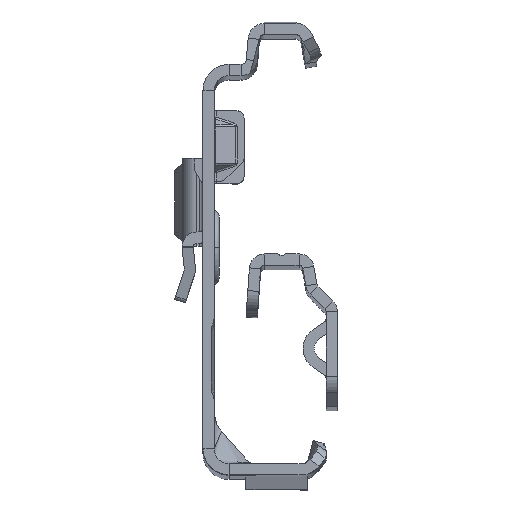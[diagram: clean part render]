
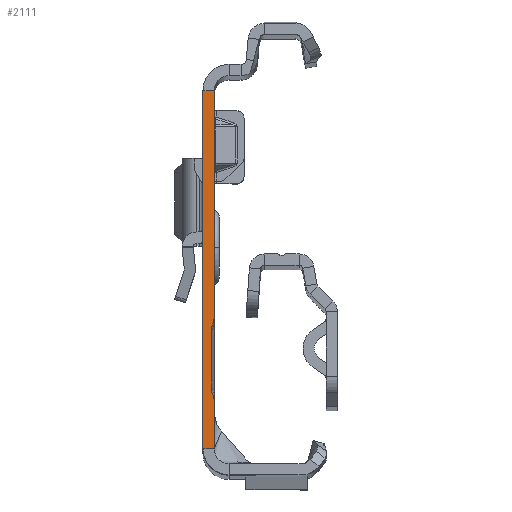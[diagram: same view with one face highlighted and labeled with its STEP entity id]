
A CAD part, top view. The second image highlights one B-rep face of the part: STEP entity #2111.
In plain terms, the highlighted planar face has unit normal (0, 0, 1).
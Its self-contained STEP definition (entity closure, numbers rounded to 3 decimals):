
#38 = LINE ( 'NONE', #26587, #20052 ) ;
#211 = EDGE_CURVE ( 'NONE', #20248, #23533, #1625, .T. ) ;
#320 = VECTOR ( 'NONE', #24374, 1000. ) ;
#773 = VECTOR ( 'NONE', #19891, 1000. ) ;
#1400 = ORIENTED_EDGE ( 'NONE', *, *, #20955, .F. ) ;
#1625 = LINE ( 'NONE', #21800, #320 ) ;
#1729 = DIRECTION ( 'NONE',  ( -1., 0., 0. ) ) ;
#2077 = CIRCLE ( 'NONE', #8601, 2.5 ) ;
#2111 = ADVANCED_FACE ( 'NONE', ( #7777 ), #17560, .T. ) ;
#2365 = VERTEX_POINT ( 'NONE', #25445 ) ;
#2610 = DIRECTION ( 'NONE',  ( -1., 0., 0. ) ) ;
#2670 = VERTEX_POINT ( 'NONE', #25033 ) ;
#2982 = LINE ( 'NONE', #11321, #21104 ) ;
#3034 = ORIENTED_EDGE ( 'NONE', *, *, #21441, .F. ) ;
#3494 = ORIENTED_EDGE ( 'NONE', *, *, #15808, .T. ) ;
#3760 = LINE ( 'NONE', #18864, #10983 ) ;
#3988 = CARTESIAN_POINT ( 'NONE',  ( 0.6, -9.865, 0. ) ) ;
#4038 = EDGE_CURVE ( 'NONE', #4831, #20655, #23927, .T. ) ;
#4661 = EDGE_CURVE ( 'NONE', #23533, #25373, #21159, .T. ) ;
#4831 = VERTEX_POINT ( 'NONE', #18611 ) ;
#5163 = DIRECTION ( 'NONE',  ( 1., 0., 0. ) ) ;
#5421 = CARTESIAN_POINT ( 'NONE',  ( 0.6, -17.865, 0. ) ) ;
#5537 = ORIENTED_EDGE ( 'NONE', *, *, #15194, .F. ) ;
#5676 = CARTESIAN_POINT ( 'NONE',  ( -0.306, -18.288, 0. ) ) ;
#5829 = DIRECTION ( 'NONE',  ( 0., 0., 1. ) ) ;
#5894 = VERTEX_POINT ( 'NONE', #14576 ) ;
#5957 = ORIENTED_EDGE ( 'NONE', *, *, #4661, .F. ) ;
#6366 = ORIENTED_EDGE ( 'NONE', *, *, #4038, .F. ) ;
#6712 = CARTESIAN_POINT ( 'NONE',  ( -2.5, -8.231, 0. ) ) ;
#6838 = CARTESIAN_POINT ( 'NONE',  ( -1.5, -25.865, 0. ) ) ;
#7210 = CARTESIAN_POINT ( 'NONE',  ( -2.5, -19.499, 0. ) ) ;
#7241 = DIRECTION ( 'NONE',  ( 0., -1., 0. ) ) ;
#7585 = LINE ( 'NONE', #18164, #22279 ) ;
#7777 = FACE_OUTER_BOUND ( 'NONE', #18730, .T. ) ;
#7795 = VECTOR ( 'NONE', #24287, 1000. ) ;
#8601 = AXIS2_PLACEMENT_3D ( 'NONE', #6712, #25769, #2610 ) ;
#9414 = AXIS2_PLACEMENT_3D ( 'NONE', #7210, #11824, #5163 ) ;
#9628 = ORIENTED_EDGE ( 'NONE', *, *, #17383, .T. ) ;
#9844 = LINE ( 'NONE', #19658, #7795 ) ;
#10983 = VECTOR ( 'NONE', #1729, 1000. ) ;
#11132 = VERTEX_POINT ( 'NONE', #19367 ) ;
#11321 = CARTESIAN_POINT ( 'NONE',  ( 0., 24.135, 0. ) ) ;
#11682 = DIRECTION ( 'NONE',  ( 1., 0., 0. ) ) ;
#11824 = DIRECTION ( 'NONE',  ( 0., 0., -1. ) ) ;
#12164 = AXIS2_PLACEMENT_3D ( 'NONE', #5421, #5829, #11682 ) ;
#12973 = CARTESIAN_POINT ( 'NONE',  ( -0.234, -18.442, 0. ) ) ;
#13164 = DIRECTION ( 'NONE',  ( -0.423, -0.906, 0. ) ) ;
#13623 = CARTESIAN_POINT ( 'NONE',  ( -0.4, -9.865, 0. ) ) ;
#13817 = CARTESIAN_POINT ( 'NONE',  ( -0.306, -9.443, 0. ) ) ;
#14576 = CARTESIAN_POINT ( 'NONE',  ( 0., -8.231, 0. ) ) ;
#14887 = EDGE_CURVE ( 'NONE', #25373, #2670, #2982, .T. ) ;
#15194 = EDGE_CURVE ( 'NONE', #19501, #20248, #23048, .T. ) ;
#15636 = LINE ( 'NONE', #13623, #773 ) ;
#15808 = EDGE_CURVE ( 'NONE', #17448, #18035, #9844, .T. ) ;
#16535 = ORIENTED_EDGE ( 'NONE', *, *, #24602, .F. ) ;
#17383 = EDGE_CURVE ( 'NONE', #11132, #17448, #3760, .T. ) ;
#17448 = VERTEX_POINT ( 'NONE', #18453 ) ;
#17560 = PLANE ( 'NONE',  #24050 ) ;
#17780 = ORIENTED_EDGE ( 'NONE', *, *, #24237, .F. ) ;
#18035 = VERTEX_POINT ( 'NONE', #6838 ) ;
#18164 = CARTESIAN_POINT ( 'NONE',  ( 0., 24.135, 0. ) ) ;
#18308 = CARTESIAN_POINT ( 'NONE',  ( 0., -19.499, 0. ) ) ;
#18453 = CARTESIAN_POINT ( 'NONE',  ( -1.5, 22.135, 0. ) ) ;
#18611 = CARTESIAN_POINT ( 'NONE',  ( -0.234, -9.288, 0. ) ) ;
#18730 = EDGE_LOOP ( 'NONE', ( #1400, #17780, #9628, #3494, #16535, #23267, #5957, #26641, #5537, #3034, #20799, #6366 ) ) ;
#18863 = CIRCLE ( 'NONE', #19740, 1. ) ;
#18864 = CARTESIAN_POINT ( 'NONE',  ( 0., 22.135, 0. ) ) ;
#19367 = CARTESIAN_POINT ( 'NONE',  ( 0., 22.135, 0. ) ) ;
#19501 = VERTEX_POINT ( 'NONE', #21897 ) ;
#19619 = DIRECTION ( 'NONE',  ( 0., -1., 0. ) ) ;
#19658 = CARTESIAN_POINT ( 'NONE',  ( -1.5, 24.135, 0. ) ) ;
#19740 = AXIS2_PLACEMENT_3D ( 'NONE', #3988, #26868, #20892 ) ;
#19891 = DIRECTION ( 'NONE',  ( 0., -1., 0. ) ) ;
#20052 = VECTOR ( 'NONE', #25108, 1000. ) ;
#20248 = VERTEX_POINT ( 'NONE', #5676 ) ;
#20655 = VERTEX_POINT ( 'NONE', #13817 ) ;
#20704 = VECTOR ( 'NONE', #13164, 1000. ) ;
#20799 = ORIENTED_EDGE ( 'NONE', *, *, #26917, .F. ) ;
#20892 = DIRECTION ( 'NONE',  ( -1., 0., 0. ) ) ;
#20955 = EDGE_CURVE ( 'NONE', #5894, #4831, #2077, .T. ) ;
#21104 = VECTOR ( 'NONE', #19619, 1000. ) ;
#21159 = CIRCLE ( 'NONE', #9414, 2.5 ) ;
#21441 = EDGE_CURVE ( 'NONE', #2365, #19501, #15636, .T. ) ;
#21800 = CARTESIAN_POINT ( 'NONE',  ( -0.234, -18.442, 0. ) ) ;
#21897 = CARTESIAN_POINT ( 'NONE',  ( -0.4, -17.865, 0. ) ) ;
#22279 = VECTOR ( 'NONE', #26480, 1000. ) ;
#23048 = CIRCLE ( 'NONE', #12164, 1. ) ;
#23267 = ORIENTED_EDGE ( 'NONE', *, *, #14887, .F. ) ;
#23533 = VERTEX_POINT ( 'NONE', #12973 ) ;
#23652 = CARTESIAN_POINT ( 'NONE',  ( -0.234, -9.288, 0. ) ) ;
#23718 = CARTESIAN_POINT ( 'NONE',  ( -1.5, 24.135, 0. ) ) ;
#23927 = LINE ( 'NONE', #23652, #20704 ) ;
#24050 = AXIS2_PLACEMENT_3D ( 'NONE', #23718, #25885, #7241 ) ;
#24237 = EDGE_CURVE ( 'NONE', #11132, #5894, #7585, .T. ) ;
#24287 = DIRECTION ( 'NONE',  ( 0., -1., 0. ) ) ;
#24374 = DIRECTION ( 'NONE',  ( 0.423, -0.906, 0. ) ) ;
#24602 = EDGE_CURVE ( 'NONE', #2670, #18035, #38, .T. ) ;
#25033 = CARTESIAN_POINT ( 'NONE',  ( 0., -25.865, 0. ) ) ;
#25108 = DIRECTION ( 'NONE',  ( -1., 0., 0. ) ) ;
#25373 = VERTEX_POINT ( 'NONE', #18308 ) ;
#25445 = CARTESIAN_POINT ( 'NONE',  ( -0.4, -9.865, 0. ) ) ;
#25769 = DIRECTION ( 'NONE',  ( 0., 0., -1. ) ) ;
#25885 = DIRECTION ( 'NONE',  ( 0., 0., 1. ) ) ;
#26480 = DIRECTION ( 'NONE',  ( 0., -1., 0. ) ) ;
#26587 = CARTESIAN_POINT ( 'NONE',  ( 0., -25.865, 0. ) ) ;
#26641 = ORIENTED_EDGE ( 'NONE', *, *, #211, .F. ) ;
#26868 = DIRECTION ( 'NONE',  ( 0., 0., 1. ) ) ;
#26917 = EDGE_CURVE ( 'NONE', #20655, #2365, #18863, .T. ) ;
